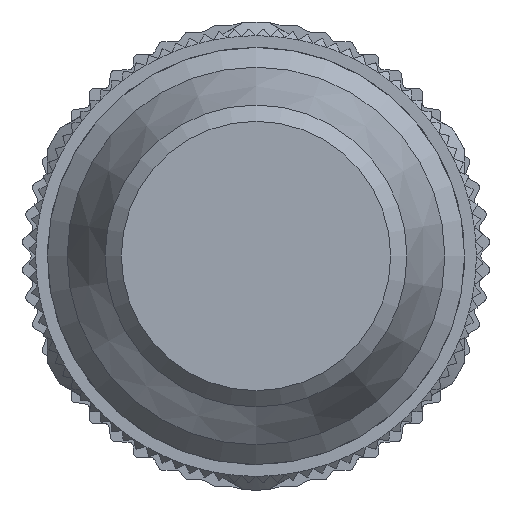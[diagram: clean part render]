
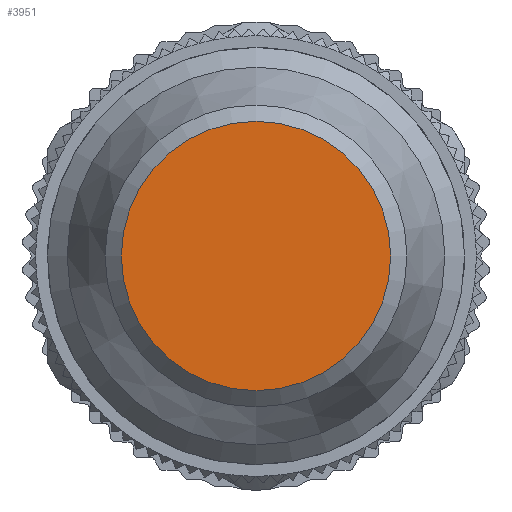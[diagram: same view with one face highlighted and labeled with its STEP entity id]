
A CAD part, left-side view. The second image highlights one B-rep face of the part: STEP entity #3951.
In plain terms, the highlighted planar face has unit normal (-1, 0, 0).
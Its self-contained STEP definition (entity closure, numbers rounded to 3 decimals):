
#1214=FACE_OUTER_BOUND('',#5189,.T.);
#3951=ADVANCED_FACE('',(#1214),#4297,.T.);
#4297=PLANE('',#13791);
#5189=EDGE_LOOP('',(#8895));
#8895=ORIENTED_EDGE('',*,*,#11873,.T.);
#10020=VERTEX_POINT('',#23026);
#11873=EDGE_CURVE('',#10020,#10020,#12444,.T.);
#12444=CIRCLE('',#13790,5.81);
#13790=AXIS2_PLACEMENT_3D('',#23025,#17166,#17167);
#13791=AXIS2_PLACEMENT_3D('',#23027,#17168,#17169);
#17166=DIRECTION('',(-1.,0.,0.));
#17167=DIRECTION('',(0.,0.,1.));
#17168=DIRECTION('',(-1.,0.,0.));
#17169=DIRECTION('',(0.,0.,1.));
#23025=CARTESIAN_POINT('',(-62.,0.,0.));
#23026=CARTESIAN_POINT('',(-62.,0.,5.81));
#23027=CARTESIAN_POINT('',(-62.,0.,0.));
